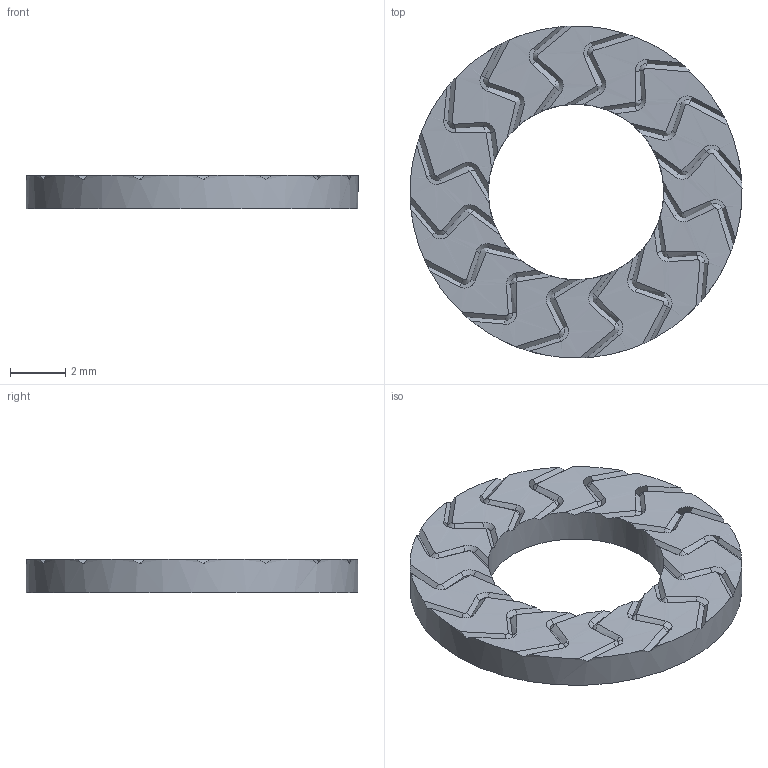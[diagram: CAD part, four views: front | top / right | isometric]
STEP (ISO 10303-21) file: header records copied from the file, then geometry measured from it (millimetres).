
FILE_DESCRIPTION( ( 'AP 214' ), '1' );
FILE_NAME( '070830_NSK S6_Muster_flach.stp', ' ', ( ' ' ), ( ' ' ), 'PSStep 16.0.33', 'VISI 20.0', ' ' );
FILE_SCHEMA( ( 'AUTOMOTIVE_DESIGN { 1 0 10303 214 1 1 1 1 }' ) );
Length unit declared in the file: millimetre
Products named in the file (1): 1
Bounding box: 12 x 12 x 1.21 mm (x, y, z)
Volume: 95.2 mm3; surface area: 238.2 mm2
Topology: 1 solids, 1 shells, 183 faces, 509 edges, 328 vertices
Faces by surface type: plane 114, bspline 64, torus 3, cylinder 2
Full cylindrical faces by diameter (mm): 6.34 x1, 12 x1
Entity records: 8128 total; most frequent: CARTESIAN_POINT 2647, ORIENTED_EDGE 1004, DIRECTION 568, EDGE_CURVE 502, VERTEX_POINT 326, B_SPLINE_CURVE_WITH_KNOTS 274, AXIS2_PLACEMENT_3D 220, EDGE_LOOP 190
